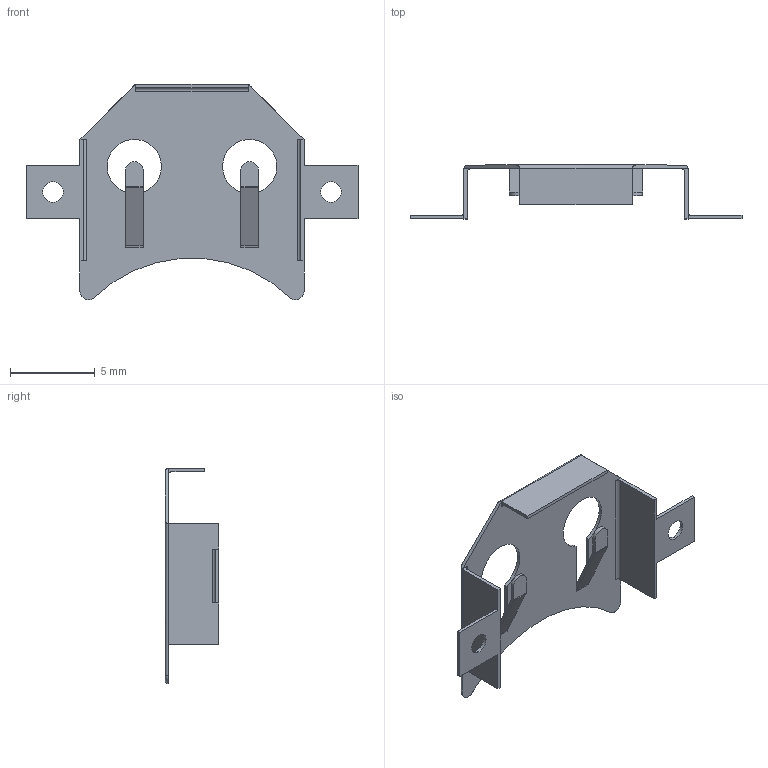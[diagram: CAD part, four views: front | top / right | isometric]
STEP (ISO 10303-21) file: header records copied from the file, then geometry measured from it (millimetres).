
FILE_DESCRIPTION (( 'STEP AP214' ), '1' );
FILE_NAME ('User Library-BK-885-TR.STEP', '2013-07-28T02:05:55', ( 'Windows User' ), ( '' ), 'SwSTEP 2.0', 'SolidWorks 2013', '' );
FILE_SCHEMA (( 'AUTOMOTIVE_DESIGN' ));
Length unit declared in the file: millimetre
Products named in the file (1): User Library-BK-885-TR
Bounding box: 19.56 x 3.17 x 12.7 mm (x, y, z)
Surface area: 421.2 mm2 (no closed solid volume)
Topology: 0 solids, 1 shells, 94 faces, 273 edges, 174 vertices
Faces by surface type: plane 65, cylinder 24, torus 5
Entity records: 4118 total; most frequent: CARTESIAN_POINT 560, DIRECTION 521, ORIENTED_EDGE 504, EDGE_CURVE 273, VECTOR 203, LINE 203, VERTEX_POINT 174, AXIS2_PLACEMENT_3D 159
